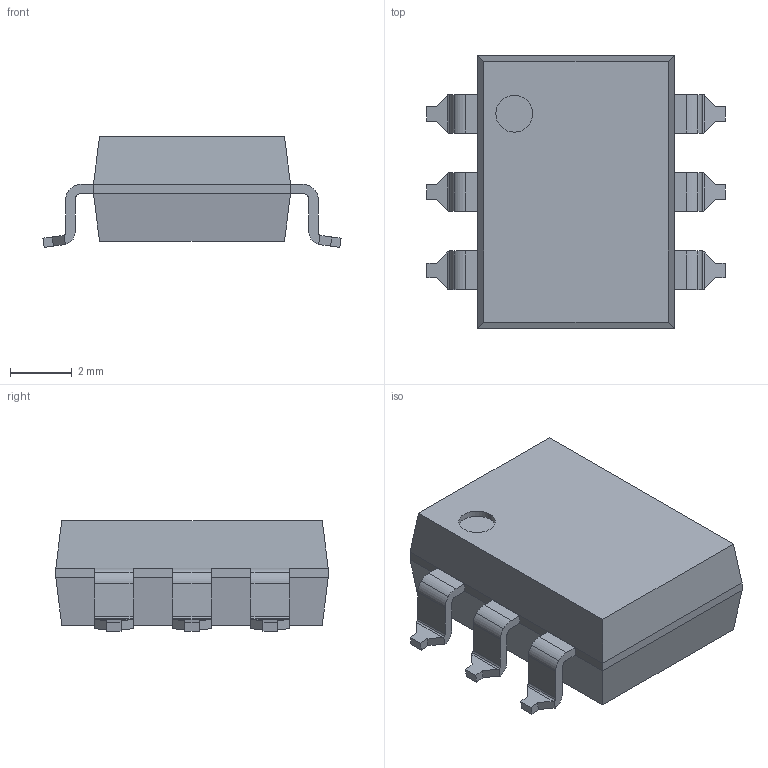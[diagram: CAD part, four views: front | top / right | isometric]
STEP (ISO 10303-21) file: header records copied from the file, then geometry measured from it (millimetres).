
FILE_DESCRIPTION((''),'2;1');
FILE_NAME('SOIC254P960X372-6N.stp','2009-11-04T14:07:15',(''),(''),'Mechanical Desktop 2006','Mechanical Desktop 2006',', , ');
FILE_SCHEMA(('AUTOMOTIVE_DESIGN { 1 2 10303 214 0 1 1 1 }'));
Length unit declared in the file: millimetre
Products named in the file (1): Product
Bounding box: 9.68 x 8.85 x 3.6 mm (x, y, z)
Volume: 189.4 mm3; surface area: 259.8 mm2
Topology: 7 solids, 7 shells, 149 faces, 394 edges, 260 vertices
Faces by surface type: bspline 66, plane 57, cylinder 26
Entity records: 4986 total; most frequent: CARTESIAN_POINT 1338, ORIENTED_EDGE 788, DIRECTION 686, EDGE_CURVE 394, VECTOR 270, LINE 270, VERTEX_POINT 260, AXIS2_PLACEMENT_3D 208
